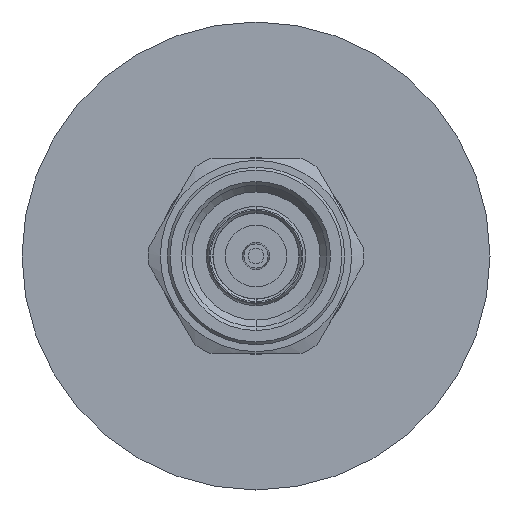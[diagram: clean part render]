
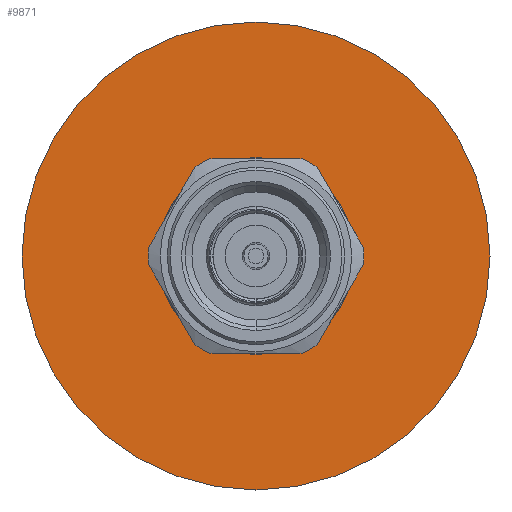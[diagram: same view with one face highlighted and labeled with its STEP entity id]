
A CAD part, left-side view. The second image highlights one B-rep face of the part: STEP entity #9871.
In plain terms, the highlighted planar face has unit normal (-1, 0, 0).
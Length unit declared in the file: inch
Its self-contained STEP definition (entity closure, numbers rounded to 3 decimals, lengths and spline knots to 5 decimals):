
#536 = DIRECTION ( 'NONE',  ( -1., 0., 0. ) ) ;
#2096 = VERTEX_POINT ( 'NONE', #5254 ) ;
#2640 = ORIENTED_EDGE ( 'NONE', *, *, #7898, .T. ) ;
#3082 = AXIS2_PLACEMENT_3D ( 'NONE', #5439, #536, #7296 ) ;
#3209 = CARTESIAN_POINT ( 'NONE',  ( -0.47448, 0.7022, 0. ) ) ;
#3424 = FACE_OUTER_BOUND ( 'NONE', #9650, .T. ) ;
#3947 = CIRCLE ( 'NONE', #3082, 0.74803 ) ;
#4003 = EDGE_CURVE ( 'NONE', #2096, #7307, #5444, .T. ) ;
#5254 = CARTESIAN_POINT ( 'NONE',  ( -0.47448, 0.95023, 0. ) ) ;
#5439 = CARTESIAN_POINT ( 'NONE',  ( -0.47448, 0.2022, 0. ) ) ;
#5444 = CIRCLE ( 'NONE', #6653, 0.74803 ) ;
#5875 = DIRECTION ( 'NONE',  ( 0., -1., 0. ) ) ;
#6280 = CARTESIAN_POINT ( 'NONE',  ( -0.47448, -0.54583, 0. ) ) ;
#6653 = AXIS2_PLACEMENT_3D ( 'NONE', #7471, #9120, #5875 ) ;
#6768 = PLANE ( 'NONE',  #9246 ) ;
#7296 = DIRECTION ( 'NONE',  ( 0., -1., 0. ) ) ;
#7307 = VERTEX_POINT ( 'NONE', #6280 ) ;
#7471 = CARTESIAN_POINT ( 'NONE',  ( -0.47448, 0.2022, 0. ) ) ;
#7898 = EDGE_CURVE ( 'NONE', #7307, #2096, #3947, .T. ) ;
#9120 = DIRECTION ( 'NONE',  ( -1., 0., 0. ) ) ;
#9246 = AXIS2_PLACEMENT_3D ( 'NONE', #3209, #10769, #9948 ) ;
#9650 = EDGE_LOOP ( 'NONE', ( #2640, #9828 ) ) ;
#9828 = ORIENTED_EDGE ( 'NONE', *, *, #4003, .T. ) ;
#9871 = ADVANCED_FACE ( 'NONE', ( #3424 ), #6768, .F. ) ;
#9948 = DIRECTION ( 'NONE',  ( 0., 1., 0. ) ) ;
#10769 = DIRECTION ( 'NONE',  ( 1., 0., 0. ) ) ;
